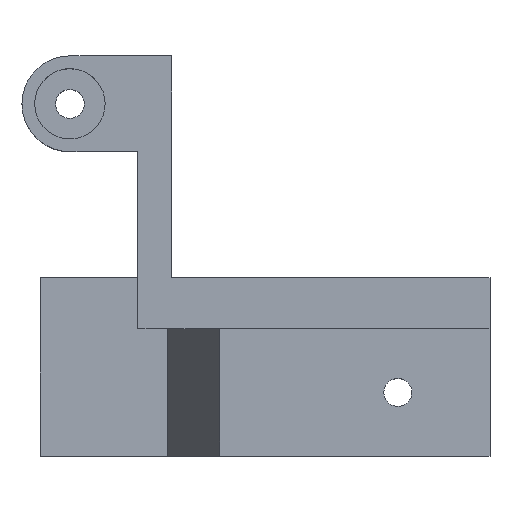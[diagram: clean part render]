
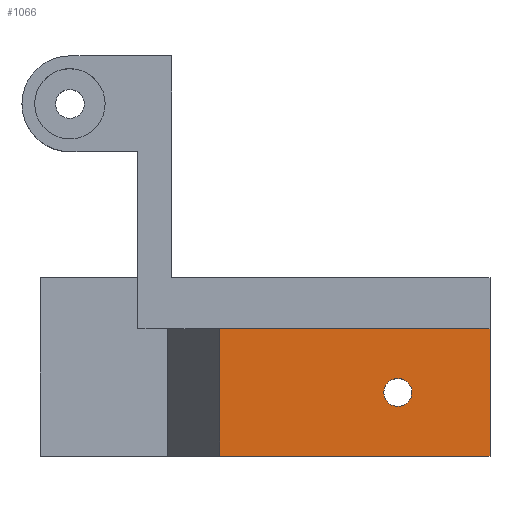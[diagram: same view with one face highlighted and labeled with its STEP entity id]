
A CAD part, top view. The second image highlights one B-rep face of the part: STEP entity #1066.
In plain terms, the highlighted planar face has unit normal (0, 0, 1).
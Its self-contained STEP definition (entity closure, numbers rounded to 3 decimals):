
#139 = LINE ( 'NONE', #351, #2670 ) ;
#199 = DIRECTION ( 'NONE',  ( 0., 0., 1. ) ) ;
#286 = CARTESIAN_POINT ( 'NONE',  ( -100., 22., -100. ) ) ;
#334 = CARTESIAN_POINT ( 'NONE',  ( -68.124, 37., -100. ) ) ;
#344 = EDGE_LOOP ( 'NONE', ( #1786, #408 ) ) ;
#351 = CARTESIAN_POINT ( 'NONE',  ( -83.124, 37., -100. ) ) ;
#362 = EDGE_CURVE ( 'NONE', #2041, #1544, #2488, .T. ) ;
#371 = DIRECTION ( 'NONE',  ( -1., 0., 0. ) ) ;
#372 = DIRECTION ( 'NONE',  ( 0., -1., 0. ) ) ;
#408 = ORIENTED_EDGE ( 'NONE', *, *, #362, .T. ) ;
#411 = FACE_OUTER_BOUND ( 'NONE', #2702, .T. ) ;
#561 = ORIENTED_EDGE ( 'NONE', *, *, #2517, .T. ) ;
#590 = ORIENTED_EDGE ( 'NONE', *, *, #2105, .T. ) ;
#637 = VERTEX_POINT ( 'NONE', #1071 ) ;
#708 = VERTEX_POINT ( 'NONE', #1302 ) ;
#775 = LINE ( 'NONE', #2516, #2572 ) ;
#788 = VECTOR ( 'NONE', #1682, 1000. ) ;
#795 = DIRECTION ( 'NONE',  ( 0., 0., -1. ) ) ;
#819 = FACE_BOUND ( 'NONE', #344, .T. ) ;
#953 = EDGE_CURVE ( 'NONE', #1544, #2041, #1301, .T. ) ;
#1013 = LINE ( 'NONE', #2720, #788 ) ;
#1035 = VERTEX_POINT ( 'NONE', #286 ) ;
#1066 = ADVANCED_FACE ( 'NONE', ( #819, #411 ), #2141, .T. ) ;
#1071 = CARTESIAN_POINT ( 'NONE',  ( -68.124, 22., -100. ) ) ;
#1185 = EDGE_CURVE ( 'NONE', #2491, #708, #139, .T. ) ;
#1301 = CIRCLE ( 'NONE', #2058, 1.65 ) ;
#1302 = CARTESIAN_POINT ( 'NONE',  ( -68.124, 37., -100. ) ) ;
#1359 = DIRECTION ( 'NONE',  ( 0., 0., -1. ) ) ;
#1544 = VERTEX_POINT ( 'NONE', #1995 ) ;
#1639 = ORIENTED_EDGE ( 'NONE', *, *, #2309, .F. ) ;
#1682 = DIRECTION ( 'NONE',  ( 1., 0., 0. ) ) ;
#1713 = AXIS2_PLACEMENT_3D ( 'NONE', #2582, #1359, #1850 ) ;
#1773 = AXIS2_PLACEMENT_3D ( 'NONE', #1792, #199, #1930 ) ;
#1786 = ORIENTED_EDGE ( 'NONE', *, *, #953, .T. ) ;
#1792 = CARTESIAN_POINT ( 'NONE',  ( -112.917, 37., -100. ) ) ;
#1846 = ORIENTED_EDGE ( 'NONE', *, *, #1185, .F. ) ;
#1850 = DIRECTION ( 'NONE',  ( -1., 0., 0. ) ) ;
#1930 = DIRECTION ( 'NONE',  ( -1., 0., 0. ) ) ;
#1995 = CARTESIAN_POINT ( 'NONE',  ( -80.635, 29.5, -100. ) ) ;
#2002 = VECTOR ( 'NONE', #2455, 1000. ) ;
#2041 = VERTEX_POINT ( 'NONE', #2303 ) ;
#2058 = AXIS2_PLACEMENT_3D ( 'NONE', #2496, #795, #371 ) ;
#2105 = EDGE_CURVE ( 'NONE', #2491, #1035, #775, .T. ) ;
#2118 = CARTESIAN_POINT ( 'NONE',  ( -100., 37., -100. ) ) ;
#2141 = PLANE ( 'NONE',  #1773 ) ;
#2263 = DIRECTION ( 'NONE',  ( 1., 0., 0. ) ) ;
#2303 = CARTESIAN_POINT ( 'NONE',  ( -77.335, 29.5, -100. ) ) ;
#2309 = EDGE_CURVE ( 'NONE', #708, #637, #2622, .T. ) ;
#2455 = DIRECTION ( 'NONE',  ( 0., -1., 0. ) ) ;
#2488 = CIRCLE ( 'NONE', #1713, 1.65 ) ;
#2491 = VERTEX_POINT ( 'NONE', #2118 ) ;
#2496 = CARTESIAN_POINT ( 'NONE',  ( -78.985, 29.5, -100. ) ) ;
#2516 = CARTESIAN_POINT ( 'NONE',  ( -100., 40., -100. ) ) ;
#2517 = EDGE_CURVE ( 'NONE', #1035, #637, #1013, .T. ) ;
#2572 = VECTOR ( 'NONE', #372, 1000. ) ;
#2582 = CARTESIAN_POINT ( 'NONE',  ( -78.985, 29.5, -100. ) ) ;
#2622 = LINE ( 'NONE', #334, #2002 ) ;
#2670 = VECTOR ( 'NONE', #2263, 1000. ) ;
#2702 = EDGE_LOOP ( 'NONE', ( #1846, #590, #561, #1639 ) ) ;
#2720 = CARTESIAN_POINT ( 'NONE',  ( -70.124, 22., -100. ) ) ;
